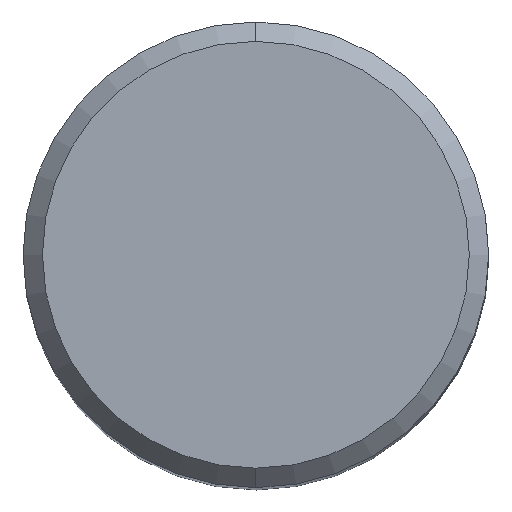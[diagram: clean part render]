
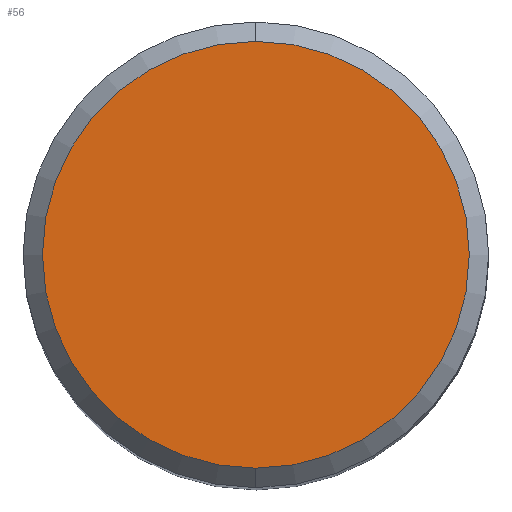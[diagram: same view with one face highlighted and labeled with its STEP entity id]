
A CAD part, top view. The second image highlights one B-rep face of the part: STEP entity #56.
In plain terms, the highlighted planar face has unit normal (0, 0, 1).
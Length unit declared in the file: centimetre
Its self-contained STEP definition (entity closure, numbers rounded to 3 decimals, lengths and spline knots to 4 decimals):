
#7 = CARTESIAN_POINT ( 'NONE',  ( -16.6552, -63.5221, 32.6256 ) ) ;
#22 = CARTESIAN_POINT ( 'NONE',  ( -18.4015, -63.5221, 32.6256 ) ) ;
#52 = DIRECTION ( 'NONE',  ( 1., 0., 0. ) ) ;
#56 = ADVANCED_FACE ( 'NONE', ( #233 ), #393, .T. ) ;
#64 = DIRECTION ( 'NONE',  ( 0., 0., 1. ) ) ;
#80 = DIRECTION ( 'NONE',  ( 0., 0., 1. ) ) ;
#91 = EDGE_CURVE ( 'NONE', #166, #344, #205, .T. ) ;
#111 = AXIS2_PLACEMENT_3D ( 'NONE', #22, #232, #52 ) ;
#120 = AXIS2_PLACEMENT_3D ( 'NONE', #278, #64, #303 ) ;
#132 = ORIENTED_EDGE ( 'NONE', *, *, #91, .T. ) ;
#166 = VERTEX_POINT ( 'NONE', #206 ) ;
#204 = CARTESIAN_POINT ( 'NONE',  ( -18.4015, -63.5221, 32.6256 ) ) ;
#205 = CIRCLE ( 'NONE', #375, 1.7462 ) ;
#206 = CARTESIAN_POINT ( 'NONE',  ( -20.1477, -63.5221, 32.6256 ) ) ;
#232 = DIRECTION ( 'NONE',  ( 0., 0., 1. ) ) ;
#233 = FACE_OUTER_BOUND ( 'NONE', #337, .T. ) ;
#241 = DIRECTION ( 'NONE',  ( 1., 0., 0. ) ) ;
#278 = CARTESIAN_POINT ( 'NONE',  ( -18.4015, -63.5221, 32.6256 ) ) ;
#290 = CIRCLE ( 'NONE', #120, 1.7462 ) ;
#303 = DIRECTION ( 'NONE',  ( 1., 0., 0. ) ) ;
#307 = ORIENTED_EDGE ( 'NONE', *, *, #323, .T. ) ;
#323 = EDGE_CURVE ( 'NONE', #344, #166, #290, .T. ) ;
#337 = EDGE_LOOP ( 'NONE', ( #132, #307 ) ) ;
#344 = VERTEX_POINT ( 'NONE', #7 ) ;
#375 = AXIS2_PLACEMENT_3D ( 'NONE', #204, #80, #241 ) ;
#393 = PLANE ( 'NONE',  #111 ) ;
